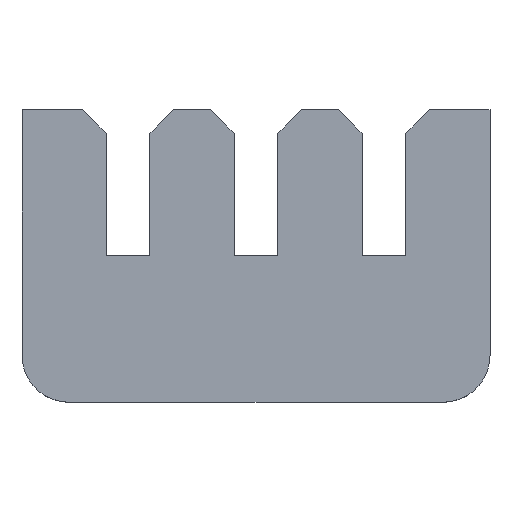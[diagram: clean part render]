
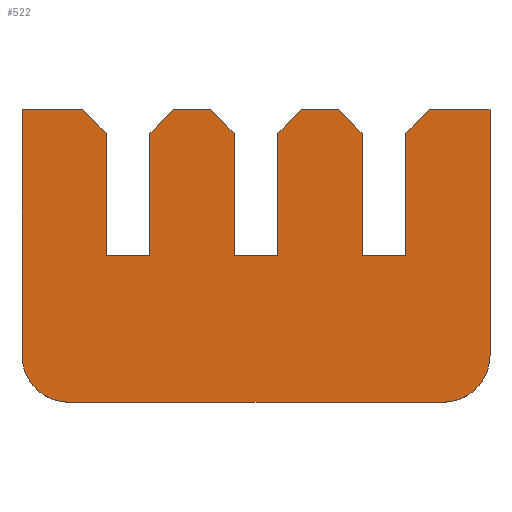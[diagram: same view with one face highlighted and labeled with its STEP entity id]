
A CAD part, top view. The second image highlights one B-rep face of the part: STEP entity #522.
In plain terms, the highlighted planar face has unit normal (0, 0, 1).
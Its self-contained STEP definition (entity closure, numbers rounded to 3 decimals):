
#19=CIRCLE('',#551,4.);
#20=CIRCLE('',#554,4.);
#46=FACE_OUTER_BOUND('',#72,.T.);
#72=EDGE_LOOP('',(#449,#450,#451,#452,#453,#454,#455,#456,#457,#458,#459,
#460,#461,#462,#463,#464,#465,#466,#467,#468,#469,#470,#471,#472));
#73=LINE('',#701,#141);
#79=LINE('',#712,#147);
#100=LINE('',#760,#168);
#103=LINE('',#765,#171);
#105=LINE('',#769,#173);
#107=LINE('',#774,#175);
#110=LINE('',#779,#178);
#112=LINE('',#783,#180);
#114=LINE('',#788,#182);
#118=LINE('',#794,#186);
#122=LINE('',#804,#190);
#125=LINE('',#812,#193);
#126=LINE('',#814,#194);
#127=LINE('',#816,#195);
#128=LINE('',#819,#196);
#130=LINE('',#823,#198);
#132=LINE('',#826,#200);
#133=LINE('',#829,#201);
#135=LINE('',#833,#203);
#137=LINE('',#836,#205);
#138=LINE('',#839,#206);
#140=LINE('',#842,#208);
#141=VECTOR('',#571,10.);
#147=VECTOR('',#579,10.);
#168=VECTOR('',#608,10.);
#171=VECTOR('',#613,10.);
#173=VECTOR('',#617,10.);
#175=VECTOR('',#621,10.);
#178=VECTOR('',#626,10.);
#180=VECTOR('',#630,10.);
#182=VECTOR('',#634,10.);
#186=VECTOR('',#640,10.);
#190=VECTOR('',#650,10.);
#193=VECTOR('',#659,10.);
#194=VECTOR('',#662,10.);
#195=VECTOR('',#665,10.);
#196=VECTOR('',#668,10.);
#198=VECTOR('',#672,10.);
#200=VECTOR('',#676,10.);
#201=VECTOR('',#679,10.);
#203=VECTOR('',#683,10.);
#205=VECTOR('',#687,10.);
#206=VECTOR('',#690,10.);
#208=VECTOR('',#694,10.);
#209=VERTEX_POINT('',#699);
#210=VERTEX_POINT('',#700);
#214=VERTEX_POINT('',#710);
#236=VERTEX_POINT('',#758);
#237=VERTEX_POINT('',#759);
#238=VERTEX_POINT('',#764);
#239=VERTEX_POINT('',#768);
#240=VERTEX_POINT('',#772);
#241=VERTEX_POINT('',#773);
#242=VERTEX_POINT('',#778);
#243=VERTEX_POINT('',#782);
#244=VERTEX_POINT('',#786);
#245=VERTEX_POINT('',#787);
#246=VERTEX_POINT('',#792);
#247=VERTEX_POINT('',#796);
#248=VERTEX_POINT('',#797);
#249=VERTEX_POINT('',#802);
#250=VERTEX_POINT('',#806);
#251=VERTEX_POINT('',#807);
#252=VERTEX_POINT('',#818);
#253=VERTEX_POINT('',#822);
#254=VERTEX_POINT('',#828);
#255=VERTEX_POINT('',#832);
#256=VERTEX_POINT('',#838);
#257=EDGE_CURVE('',#209,#210,#73,.T.);
#263=EDGE_CURVE('',#209,#214,#79,.T.);
#286=EDGE_CURVE('',#236,#237,#100,.T.);
#289=EDGE_CURVE('',#238,#237,#103,.T.);
#291=EDGE_CURVE('',#238,#239,#105,.T.);
#293=EDGE_CURVE('',#240,#241,#107,.T.);
#296=EDGE_CURVE('',#242,#241,#110,.T.);
#298=EDGE_CURVE('',#242,#243,#112,.T.);
#300=EDGE_CURVE('',#244,#245,#114,.T.);
#304=EDGE_CURVE('',#244,#246,#118,.T.);
#305=EDGE_CURVE('',#247,#248,#19,.T.);
#309=EDGE_CURVE('',#247,#249,#122,.T.);
#310=EDGE_CURVE('',#250,#251,#20,.T.);
#313=EDGE_CURVE('',#214,#251,#125,.T.);
#314=EDGE_CURVE('',#249,#245,#126,.T.);
#315=EDGE_CURVE('',#250,#248,#127,.T.);
#316=EDGE_CURVE('',#252,#210,#128,.T.);
#318=EDGE_CURVE('',#253,#252,#130,.T.);
#320=EDGE_CURVE('',#236,#253,#132,.T.);
#321=EDGE_CURVE('',#254,#239,#133,.T.);
#323=EDGE_CURVE('',#255,#254,#135,.T.);
#325=EDGE_CURVE('',#240,#255,#137,.T.);
#326=EDGE_CURVE('',#256,#243,#138,.T.);
#328=EDGE_CURVE('',#246,#256,#140,.T.);
#449=ORIENTED_EDGE('',*,*,#257,.F.);
#450=ORIENTED_EDGE('',*,*,#263,.T.);
#451=ORIENTED_EDGE('',*,*,#313,.T.);
#452=ORIENTED_EDGE('',*,*,#310,.F.);
#453=ORIENTED_EDGE('',*,*,#315,.T.);
#454=ORIENTED_EDGE('',*,*,#305,.F.);
#455=ORIENTED_EDGE('',*,*,#309,.T.);
#456=ORIENTED_EDGE('',*,*,#314,.T.);
#457=ORIENTED_EDGE('',*,*,#300,.F.);
#458=ORIENTED_EDGE('',*,*,#304,.T.);
#459=ORIENTED_EDGE('',*,*,#328,.T.);
#460=ORIENTED_EDGE('',*,*,#326,.T.);
#461=ORIENTED_EDGE('',*,*,#298,.F.);
#462=ORIENTED_EDGE('',*,*,#296,.T.);
#463=ORIENTED_EDGE('',*,*,#293,.F.);
#464=ORIENTED_EDGE('',*,*,#325,.T.);
#465=ORIENTED_EDGE('',*,*,#323,.T.);
#466=ORIENTED_EDGE('',*,*,#321,.T.);
#467=ORIENTED_EDGE('',*,*,#291,.F.);
#468=ORIENTED_EDGE('',*,*,#289,.T.);
#469=ORIENTED_EDGE('',*,*,#286,.F.);
#470=ORIENTED_EDGE('',*,*,#320,.T.);
#471=ORIENTED_EDGE('',*,*,#318,.T.);
#472=ORIENTED_EDGE('',*,*,#316,.T.);
#496=PLANE('',#566);
#522=ADVANCED_FACE('',(#46),#496,.T.);
#551=AXIS2_PLACEMENT_3D('',#798,#643,#644);
#554=AXIS2_PLACEMENT_3D('',#808,#653,#654);
#566=AXIS2_PLACEMENT_3D('',#843,#695,#696);
#571=DIRECTION('',(0.707,-0.707,0.));
#579=DIRECTION('',(-1.,0.,0.));
#608=DIRECTION('',(0.707,0.707,0.));
#613=DIRECTION('',(-1.,0.,0.));
#617=DIRECTION('',(0.707,-0.707,0.));
#621=DIRECTION('',(0.707,0.707,0.));
#626=DIRECTION('',(-1.,0.,0.));
#630=DIRECTION('',(0.707,-0.707,0.));
#634=DIRECTION('',(0.707,0.707,0.));
#640=DIRECTION('',(0.,-1.,0.));
#643=DIRECTION('center_axis',(0.,0.,-1.));
#644=DIRECTION('ref_axis',(0.707,-0.707,0.));
#650=DIRECTION('',(0.,1.,0.));
#653=DIRECTION('center_axis',(0.,0.,-1.));
#654=DIRECTION('ref_axis',(-0.707,-0.707,0.));
#659=DIRECTION('',(0.,-1.,0.));
#662=DIRECTION('',(-1.,0.,0.));
#665=DIRECTION('',(1.,0.,0.));
#668=DIRECTION('',(0.,1.,0.));
#672=DIRECTION('',(-1.,0.,0.));
#676=DIRECTION('',(0.,-1.,0.));
#679=DIRECTION('',(0.,1.,0.));
#683=DIRECTION('',(-1.,0.,0.));
#687=DIRECTION('',(0.,-1.,0.));
#690=DIRECTION('',(0.,1.,0.));
#694=DIRECTION('',(-1.,0.,0.));
#695=DIRECTION('center_axis',(0.,0.,1.));
#696=DIRECTION('ref_axis',(1.,0.,0.));
#699=CARTESIAN_POINT('',(5.188,0.,4.));
#700=CARTESIAN_POINT('',(7.188,-2.,4.));
#701=CARTESIAN_POINT('',(12.516,-7.328,4.));
#710=CARTESIAN_POINT('',(0.,0.,4.));
#712=CARTESIAN_POINT('',(0.,0.,4.));
#758=CARTESIAN_POINT('',(10.938,-2.,4.));
#759=CARTESIAN_POINT('',(12.938,0.,4.));
#760=CARTESIAN_POINT('',(11.078,-1.859,4.));
#764=CARTESIAN_POINT('',(16.125,0.,4.));
#765=CARTESIAN_POINT('',(0.,0.,4.));
#768=CARTESIAN_POINT('',(18.125,-2.,4.));
#769=CARTESIAN_POINT('',(20.719,-4.594,4.));
#772=CARTESIAN_POINT('',(21.875,-2.,4.));
#773=CARTESIAN_POINT('',(23.875,0.,4.));
#774=CARTESIAN_POINT('',(19.281,-4.594,4.));
#778=CARTESIAN_POINT('',(27.063,0.,4.));
#779=CARTESIAN_POINT('',(0.,0.,4.));
#782=CARTESIAN_POINT('',(29.063,-2.,4.));
#783=CARTESIAN_POINT('',(28.922,-1.859,4.));
#786=CARTESIAN_POINT('',(32.813,-2.,4.));
#787=CARTESIAN_POINT('',(34.813,0.,4.));
#788=CARTESIAN_POINT('',(27.484,-7.328,4.));
#792=CARTESIAN_POINT('',(32.813,-12.5,4.));
#794=CARTESIAN_POINT('',(32.813,0.,4.));
#796=CARTESIAN_POINT('',(40.,-21.,4.));
#797=CARTESIAN_POINT('',(36.,-25.,4.));
#798=CARTESIAN_POINT('Origin',(36.,-21.,4.));
#802=CARTESIAN_POINT('',(40.,0.,4.));
#804=CARTESIAN_POINT('',(40.,0.,4.));
#806=CARTESIAN_POINT('',(4.,-25.,4.));
#807=CARTESIAN_POINT('',(0.,-21.,4.));
#808=CARTESIAN_POINT('Origin',(4.,-21.,4.));
#812=CARTESIAN_POINT('',(0.,-25.,4.));
#814=CARTESIAN_POINT('',(0.,0.,4.));
#816=CARTESIAN_POINT('',(40.,-25.,4.));
#818=CARTESIAN_POINT('',(7.188,-12.5,4.));
#819=CARTESIAN_POINT('',(7.188,-12.5,4.));
#822=CARTESIAN_POINT('',(10.938,-12.5,4.));
#823=CARTESIAN_POINT('',(10.938,-12.5,4.));
#826=CARTESIAN_POINT('',(10.938,0.,4.));
#828=CARTESIAN_POINT('',(18.125,-12.5,4.));
#829=CARTESIAN_POINT('',(18.125,-12.5,4.));
#832=CARTESIAN_POINT('',(21.875,-12.5,4.));
#833=CARTESIAN_POINT('',(21.875,-12.5,4.));
#836=CARTESIAN_POINT('',(21.875,0.,4.));
#838=CARTESIAN_POINT('',(29.063,-12.5,4.));
#839=CARTESIAN_POINT('',(29.063,-12.5,4.));
#842=CARTESIAN_POINT('',(32.813,-12.5,4.));
#843=CARTESIAN_POINT('Origin',(20.,-12.5,4.));
